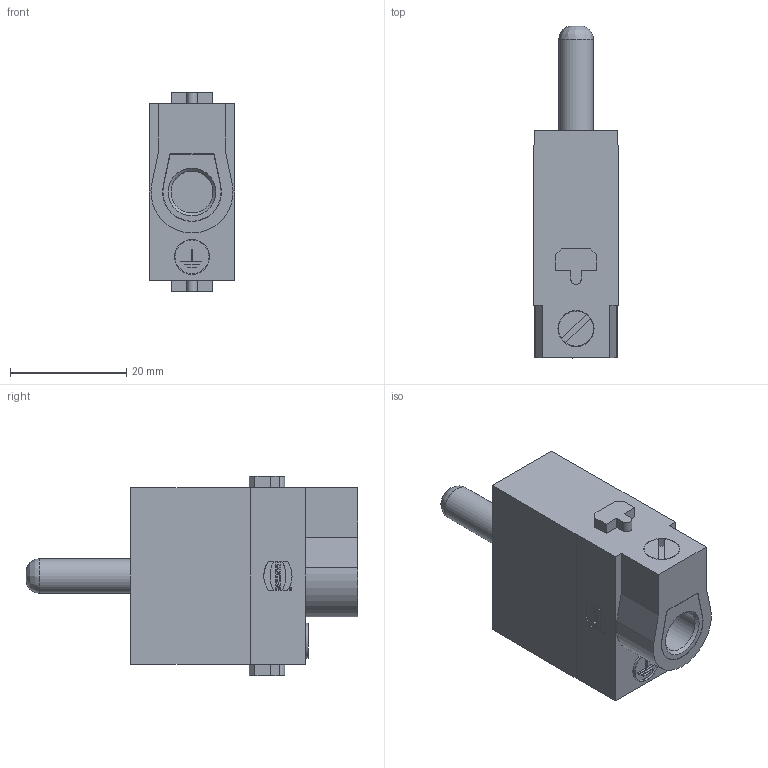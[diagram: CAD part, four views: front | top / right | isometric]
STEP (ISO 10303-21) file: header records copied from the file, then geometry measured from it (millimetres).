
FILE_DESCRIPTION(/* description */ (''),/* implementation_level */ '2;1');
FILE_NAME(/* name */ '100198526ugm000_b.stp',/* time_stamp */ '2017-10-31T07:33:44+01:00',/* author */ (''),/* organization */ (''),/* preprocessor_version */ 'ST-DEVELOPER v16',/* originating_system */ 'SIEMENS PLM Software NX 10.0',/* authorisation */ '');
FILE_SCHEMA (('AUTOMOTIVE_DESIGN { 1 0 10303 214 3 1 1 1 }'));
Length unit declared in the file: millimetre
Products named in the file (1): 100198526ugm000_b
Bounding box: 14.6 x 57 x 34.2 mm (x, y, z)
Volume: 15718.3 mm3; surface area: 5620.8 mm2
Topology: 1 solids, 1 shells, 190 faces, 476 edges, 317 vertices
Faces by surface type: plane 158, cylinder 20, bspline 10, cone 2
Full cylindrical faces by diameter (mm): 0.35 x1, 0.491 x1, 5 x1, 5.85 x1, 6 x3, 6.2 x1, 7.2 x1
Entity records: 6733 total; most frequent: CARTESIAN_POINT 1514, ORIENTED_EDGE 928, DIRECTION 852, EDGE_CURVE 464, LINE 400, VECTOR 400, VERTEX_POINT 316, EDGE_LOOP 232
